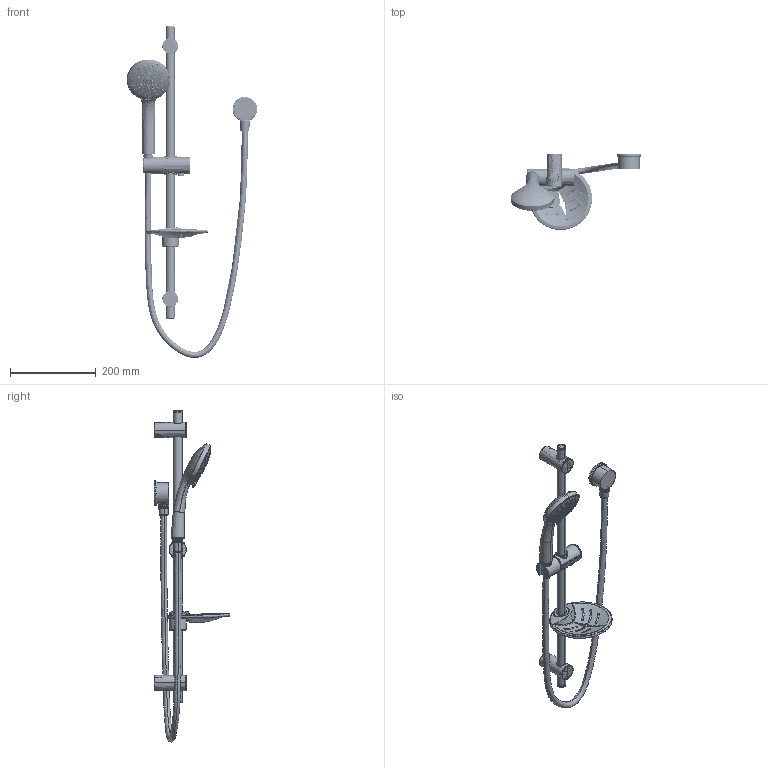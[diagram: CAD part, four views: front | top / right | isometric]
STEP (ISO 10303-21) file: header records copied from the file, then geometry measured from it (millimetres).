
FILE_DESCRIPTION(/* description */ (''),/* implementation_level */ '2;1');
FILE_NAME(/* name */ 'STEP - Posh Solus MK3 Rail Shower 3 Functions Chrome (4 Star)',/* time_stamp */ '2025-05-27T14:52:40+10:00',/* author */ (''),/* organization */ (''),/* preprocessor_version */ 'ST-DEVELOPER v16.5',/* originating_system */ 'Rhino 7.37',/* authorisation */ '');
FILE_SCHEMA (('AUTOMOTIVE_DESIGN'));
Length unit declared in the file: millimetre
Products named in the file (1): Document
Bounding box: 304.09 x 176.57 x 775.07 mm (x, y, z)
Volume: 378575.2 mm3; surface area: 418083.9 mm2
Topology: 18 solids, 23 shells, 3170 faces, 7881 edges, 5012 vertices
Faces by surface type: bspline 1982, plane 716, cylinder 472
Entity records: 270671 total; most frequent: CARTESIAN_POINT 222010, ORIENTED_EDGE 15682, EDGE_CURVE 7866, B_SPLINE_CURVE_WITH_KNOTS 5062, VERTEX_POINT 5016, EDGE_LOOP 3794, ADVANCED_FACE 3170, FACE_OUTER_BOUND 3170
